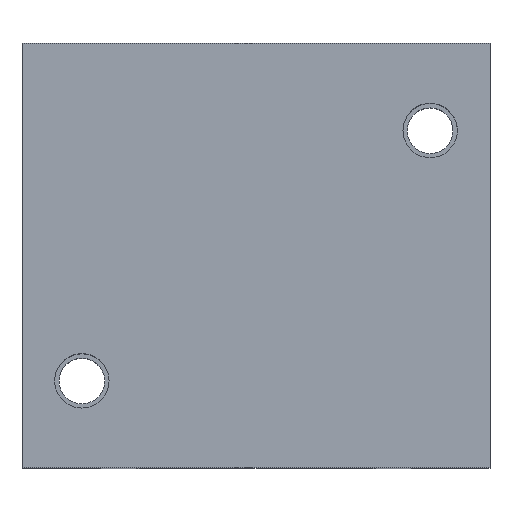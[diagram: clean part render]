
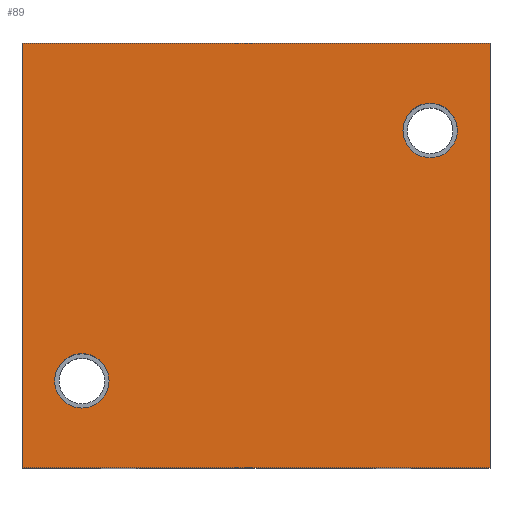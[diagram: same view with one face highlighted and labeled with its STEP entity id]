
A CAD part, top view. The second image highlights one B-rep face of the part: STEP entity #89.
In plain terms, the highlighted planar face has unit normal (0, 0, 1).
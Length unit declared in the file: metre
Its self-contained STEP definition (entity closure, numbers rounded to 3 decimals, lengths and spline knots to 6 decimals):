
#89 = ADVANCED_FACE( '', ( #195, #196, #197 ), #198, .T. );
#195 = FACE_BOUND( '', #306, .T. );
#196 = FACE_OUTER_BOUND( '', #307, .T. );
#197 = FACE_BOUND( '', #308, .T. );
#198 = PLANE( '', #309 );
#306 = EDGE_LOOP( '', ( #497 ) );
#307 = EDGE_LOOP( '', ( #498, #499, #500, #501 ) );
#308 = EDGE_LOOP( '', ( #502 ) );
#309 = AXIS2_PLACEMENT_3D( '', #503, #504, #505 );
#497 = ORIENTED_EDGE( '', *, *, #618, .T. );
#498 = ORIENTED_EDGE( '', *, *, #585, .F. );
#499 = ORIENTED_EDGE( '', *, *, #603, .F. );
#500 = ORIENTED_EDGE( '', *, *, #597, .T. );
#501 = ORIENTED_EDGE( '', *, *, #655, .T. );
#502 = ORIENTED_EDGE( '', *, *, #625, .T. );
#503 = CARTESIAN_POINT( '', ( -0.0215, -0.0195, 0.018 ) );
#504 = DIRECTION( '', ( 0., 0., 1. ) );
#505 = DIRECTION( '', ( 1., 0., 0. ) );
#585 = EDGE_CURVE( '', #678, #680, #681, .T. );
#597 = EDGE_CURVE( '', #703, #701, #704, .T. );
#603 = EDGE_CURVE( '', #703, #678, #712, .T. );
#618 = EDGE_CURVE( '', #738, #738, #739, .T. );
#625 = EDGE_CURVE( '', #748, #748, #749, .T. );
#655 = EDGE_CURVE( '', #701, #680, #788, .T. );
#678 = VERTEX_POINT( '', #814 );
#680 = VERTEX_POINT( '', #817 );
#681 = LINE( '', #818, #819 );
#701 = VERTEX_POINT( '', #847 );
#703 = VERTEX_POINT( '', #850 );
#704 = LINE( '', #851, #852 );
#712 = LINE( '', #864, #865 );
#738 = VERTEX_POINT( '', #897 );
#739 = CIRCLE( '', #898, 0.0025 );
#748 = VERTEX_POINT( '', #909 );
#749 = CIRCLE( '', #910, 0.0025 );
#788 = LINE( '', #960, #961 );
#814 = CARTESIAN_POINT( '', ( -0.0215, 0.0195, 0.018 ) );
#817 = CARTESIAN_POINT( '', ( 0.0215, 0.0195, 0.018 ) );
#818 = CARTESIAN_POINT( '', ( -0.0215, 0.0195, 0.018 ) );
#819 = VECTOR( '', #983, 1. );
#847 = CARTESIAN_POINT( '', ( 0.0215, -0.0195, 0.018 ) );
#850 = CARTESIAN_POINT( '', ( -0.0215, -0.0195, 0.018 ) );
#851 = CARTESIAN_POINT( '', ( -0.0215, -0.0195, 0.018 ) );
#852 = VECTOR( '', #996, 1. );
#864 = CARTESIAN_POINT( '', ( -0.0215, -0.0195, 0.018 ) );
#865 = VECTOR( '', #1001, 1. );
#897 = CARTESIAN_POINT( '', ( 0.016, 0.014, 0.018 ) );
#898 = AXIS2_PLACEMENT_3D( '', #1023, #1024, #1025 );
#909 = CARTESIAN_POINT( '', ( -0.016, -0.009, 0.018 ) );
#910 = AXIS2_PLACEMENT_3D( '', #1034, #1035, #1036 );
#960 = CARTESIAN_POINT( '', ( 0.0215, -0.0195, 0.018 ) );
#961 = VECTOR( '', #1069, 1. );
#983 = DIRECTION( '', ( 1., 0., 0. ) );
#996 = DIRECTION( '', ( 1., 0., 0. ) );
#1001 = DIRECTION( '', ( 0., 1., 0. ) );
#1023 = CARTESIAN_POINT( '', ( 0.016, 0.0115, 0.018 ) );
#1024 = DIRECTION( '', ( 0., 0., -1. ) );
#1025 = DIRECTION( '', ( 0., 1., 0. ) );
#1034 = CARTESIAN_POINT( '', ( -0.016, -0.0115, 0.018 ) );
#1035 = DIRECTION( '', ( 0., 0., -1. ) );
#1036 = DIRECTION( '', ( 0., 1., 0. ) );
#1069 = DIRECTION( '', ( 0., 1., 0. ) );
